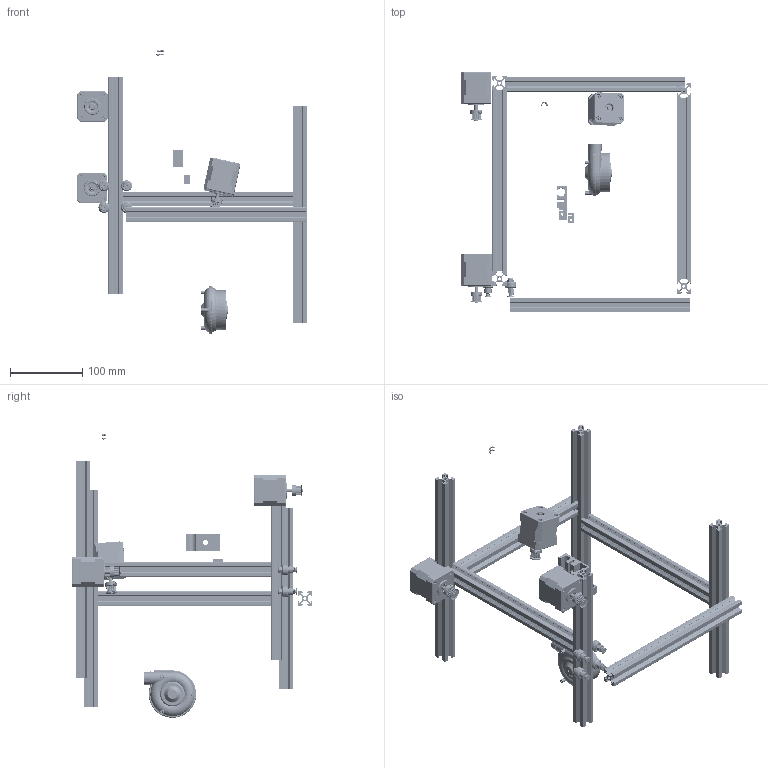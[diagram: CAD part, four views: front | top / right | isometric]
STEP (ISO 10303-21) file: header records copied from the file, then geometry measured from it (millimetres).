
FILE_DESCRIPTION(/* description */ ('STEP AP242','CAx-IF Rec.Pracs.---Representation and Presentation of Product Manufacturing Information (PMI)---4.0---2014-10-13','CAx-IF Rec.Pracs.---3D Tessellated Geometry---0.4---2014-09-14','2;1'),/* implementation_level */ '2;1');
FILE_NAME(/* name */ 'Assembly 1',/* time_stamp */ '2025-07-14T13:00:53Z',/* author */ (''),/* organization */ (''),/* preprocessor_version */ 'ST-DEVELOPER v20',/* originating_system */ 'ONSHAPE BY PTC INC, 1.200',/* authorisation */ ' ');
FILE_SCHEMA (('AP242_MANAGED_MODEL_BASED_3D_ENGINEERING_MIM_LF { 1 0 10303 442 1 1 4 }'));
Length unit declared in the file: metre
Products named in the file (50): Assembly 1; socket button head cap screw_am_B18.3.4M - 3 x 0.5 x 5 SBHCS --N; MVG-P7; T5 Pulley; Perfil2020; CPAP_Blower; Tapa; Cuerpo; Eje; Base; Part 1; NEMA 17 with T5 Pulley <2>; pan cross head_am_B18.6.7M - M3 x 0.5 x 5 Type I Cross Recessed PHMS 
--5N; instrument ball bearing_68_am_AFBMA 12.1.4.1 - 0050-11 - 10,SI,NC,10_
68; NEMA 17 with T5 Pulley <1>; MVG <1>; MVG-P4; MVG-P2; MVG-P5; MVG-P3; MVG-P6
Assembly tree (182 placements, depth 3):
  Assembly 1
    socket button head cap screw_am_B18.3.4M - 3 x 0.5 x 5 SBHCS --N
    MVG-P7
    T5 Pulley
    Perfil2020  x2
    CPAP_Blower
    Tapa
    MVG-P7
    Perfil2020  x6
    MVG-P7
    Cuerpo
    MVG-P7
    Eje
    MVG-P7
    MVG-P7
    Base
    Part 1
    MVG-P7
    MVG-P7
    Part 1
    NEMA 17 with T5 Pulley <2>
      Cuerpo
      Eje
      pan cross head_am_B18.6.7M - M3 x 0.5 x 5 Type I Cross Recessed PHMS 
--5N  x4
      Tapa
      instrument ball bearing_68_am_AFBMA 12.1.4.1 - 0050-11 - 10,SI,NC,10_
68  x2
      T5 Pulley
      Base
      socket button head cap screw_am_B18.3.4M - 3 x 0.5 x 5 SBHCS --N
    MVG-P7
    NEMA 17 with T5 Pulley <1>
      Eje
      Base
      pan cross head_am_B18.6.7M - M3 x 0.5 x 5 Type I Cross Recessed PHMS 
--5N  x4
      Tapa
      instrument ball bearing_68_am_AFBMA 12.1.4.1 - 0050-11 - 10,SI,NC,10_
68  x2
      socket button head cap screw_am_B18.3.4M - 3 x 0.5 x 5 SBHCS --N
      T5 Pulley
      Cuerpo
    MVG-P7
    MVG <1>
      MVG-P4  x4
      MVG-P7  x4
      MVG-P2  x4
      MVG-P7  x4
      MVG-P7  x4
      MVG-P7  x4
      MVG-P7  x4
      MVG-P7  x4
      MVG-P7  x4
      MVG-P7  x4
      MVG-P7  x4
      MVG-P7  x4
      MVG-P5  x2
      MVG-P3  x2
      MVG-P7  x4
      MVG-P7  x4
      MVG-P7  x4
      MVG-P7  x4
      MVG-P7  x4
Bounding box: 318.33 x 332.21 x 392.04 mm (x, y, z)
Volume: 677955.5 mm3; surface area: 446666 mm2
Topology: 177 solids, 179 shells, 4002 faces, 10498 edges, 6780 vertices
Faces by surface type: plane 1393, cone 1010, cylinder 809, torus 652, sphere 101, bspline 35, other 2
Full cylindrical faces by diameter (mm): 2 x6, 3 x38, 3.354 x1, 4.2 x12, 4.8 x3, 5 x150, 5.1 x2, 5.2 x4, 5.6 x8, 5.7 x3, 5.857 x4, 6 x16, 6.2 x12, 6.8 x8, 7.1 x2, 7.6 x3, 8 x12, 8.645 x3, 8.9 x4, 9.2 x8, 9.5 x4, 10 x20, 11 x26, 11.454 x1, 12 x1, 15.25 x4, 16 x6, 18.2 x1, 19.5 x1, 22 x3
Entity records: 46335 total; most frequent: CARTESIAN_POINT 13947, DIRECTION 5708, ORIENTED_EDGE 5250, EDGE_CURVE 2625, AXIS2_PLACEMENT_3D 2270, VERTEX_POINT 1866, FACE_BOUND 1461, EDGE_LOOP 1441
